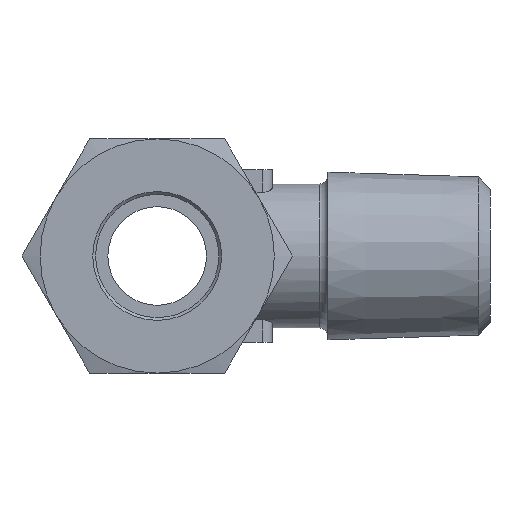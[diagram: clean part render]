
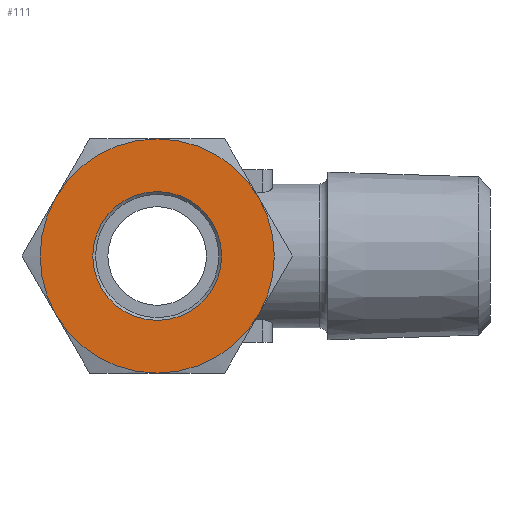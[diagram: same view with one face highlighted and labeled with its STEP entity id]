
A CAD part, left-side view. The second image highlights one B-rep face of the part: STEP entity #111.
In plain terms, the highlighted planar face has unit normal (-1, 0, 0).
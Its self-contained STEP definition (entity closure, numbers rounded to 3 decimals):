
#111 = ADVANCED_FACE( '', ( #260, #261 ), #262, .F. );
#260 = FACE_OUTER_BOUND( '', #486, .T. );
#261 = FACE_BOUND( '', #487, .T. );
#262 = PLANE( '', #488 );
#486 = EDGE_LOOP( '', ( #923, #924, #925, #926, #927, #928 ) );
#487 = EDGE_LOOP( '', ( #929 ) );
#488 = AXIS2_PLACEMENT_3D( '', #930, #931, #932 );
#923 = ORIENTED_EDGE( '', *, *, #1489, .F. );
#924 = ORIENTED_EDGE( '', *, *, #1490, .F. );
#925 = ORIENTED_EDGE( '', *, *, #1491, .F. );
#926 = ORIENTED_EDGE( '', *, *, #1492, .F. );
#927 = ORIENTED_EDGE( '', *, *, #1488, .F. );
#928 = ORIENTED_EDGE( '', *, *, #1493, .F. );
#929 = ORIENTED_EDGE( '', *, *, #1437, .T. );
#930 = CARTESIAN_POINT( '', ( -30.5, 0., 0. ) );
#931 = DIRECTION( '', ( 1., 0., 0. ) );
#932 = DIRECTION( '', ( 0., 0., -1. ) );
#1437 = EDGE_CURVE( '', #1730, #1730, #1731, .T. );
#1488 = EDGE_CURVE( '', #1816, #1619, #1818, .T. );
#1489 = EDGE_CURVE( '', #1819, #1634, #1820, .T. );
#1490 = EDGE_CURVE( '', #1652, #1819, #1821, .T. );
#1491 = EDGE_CURVE( '', #1822, #1652, #1823, .T. );
#1492 = EDGE_CURVE( '', #1619, #1822, #1824, .T. );
#1493 = EDGE_CURVE( '', #1634, #1816, #1825, .T. );
#1619 = VERTEX_POINT( '', #2058 );
#1634 = VERTEX_POINT( '', #2100 );
#1652 = VERTEX_POINT( '', #2150 );
#1730 = VERTEX_POINT( '', #2393 );
#1731 = CIRCLE( '', #2394, 5.226 );
#1816 = VERTEX_POINT( '', #2555 );
#1818 = CIRCLE( '', #2562, 9.5 );
#1819 = VERTEX_POINT( '', #2563 );
#1820 = CIRCLE( '', #2564, 9.5 );
#1821 = CIRCLE( '', #2565, 9.5 );
#1822 = VERTEX_POINT( '', #2566 );
#1823 = CIRCLE( '', #2567, 9.5 );
#1824 = CIRCLE( '', #2568, 9.5 );
#1825 = CIRCLE( '', #2569, 9.5 );
#2058 = CARTESIAN_POINT( '', ( -30.5, -8.227, 4.75 ) );
#2100 = CARTESIAN_POINT( '', ( -30.5, 8.227, 4.75 ) );
#2150 = CARTESIAN_POINT( '', ( -30.5, 0., -9.5 ) );
#2393 = CARTESIAN_POINT( '', ( -30.5, 0., -5.226 ) );
#2394 = AXIS2_PLACEMENT_3D( '', #2880, #2881, #2882 );
#2555 = CARTESIAN_POINT( '', ( -30.5, 0., 9.5 ) );
#2562 = AXIS2_PLACEMENT_3D( '', #2962, #2963, #2964 );
#2563 = CARTESIAN_POINT( '', ( -30.5, 8.227, -4.75 ) );
#2564 = AXIS2_PLACEMENT_3D( '', #2965, #2966, #2967 );
#2565 = AXIS2_PLACEMENT_3D( '', #2968, #2969, #2970 );
#2566 = CARTESIAN_POINT( '', ( -30.5, -8.227, -4.75 ) );
#2567 = AXIS2_PLACEMENT_3D( '', #2971, #2972, #2973 );
#2568 = AXIS2_PLACEMENT_3D( '', #2974, #2975, #2976 );
#2569 = AXIS2_PLACEMENT_3D( '', #2977, #2978, #2979 );
#2880 = CARTESIAN_POINT( '', ( -30.5, 0., 0. ) );
#2881 = DIRECTION( '', ( 1., 0., 0. ) );
#2882 = DIRECTION( '', ( 0., 0., -1. ) );
#2962 = CARTESIAN_POINT( '', ( -30.5, 0., 0. ) );
#2963 = DIRECTION( '', ( 1., 0., 0. ) );
#2964 = DIRECTION( '', ( 0., 0., -1. ) );
#2965 = CARTESIAN_POINT( '', ( -30.5, 0., 0. ) );
#2966 = DIRECTION( '', ( 1., 0., 0. ) );
#2967 = DIRECTION( '', ( 0., 0., -1. ) );
#2968 = CARTESIAN_POINT( '', ( -30.5, 0., 0. ) );
#2969 = DIRECTION( '', ( 1., 0., 0. ) );
#2970 = DIRECTION( '', ( 0., 0., -1. ) );
#2971 = CARTESIAN_POINT( '', ( -30.5, 0., 0. ) );
#2972 = DIRECTION( '', ( 1., 0., 0. ) );
#2973 = DIRECTION( '', ( 0., 0., -1. ) );
#2974 = CARTESIAN_POINT( '', ( -30.5, 0., 0. ) );
#2975 = DIRECTION( '', ( 1., 0., 0. ) );
#2976 = DIRECTION( '', ( 0., 0., -1. ) );
#2977 = CARTESIAN_POINT( '', ( -30.5, 0., 0. ) );
#2978 = DIRECTION( '', ( 1., 0., 0. ) );
#2979 = DIRECTION( '', ( 0., 0., -1. ) );
